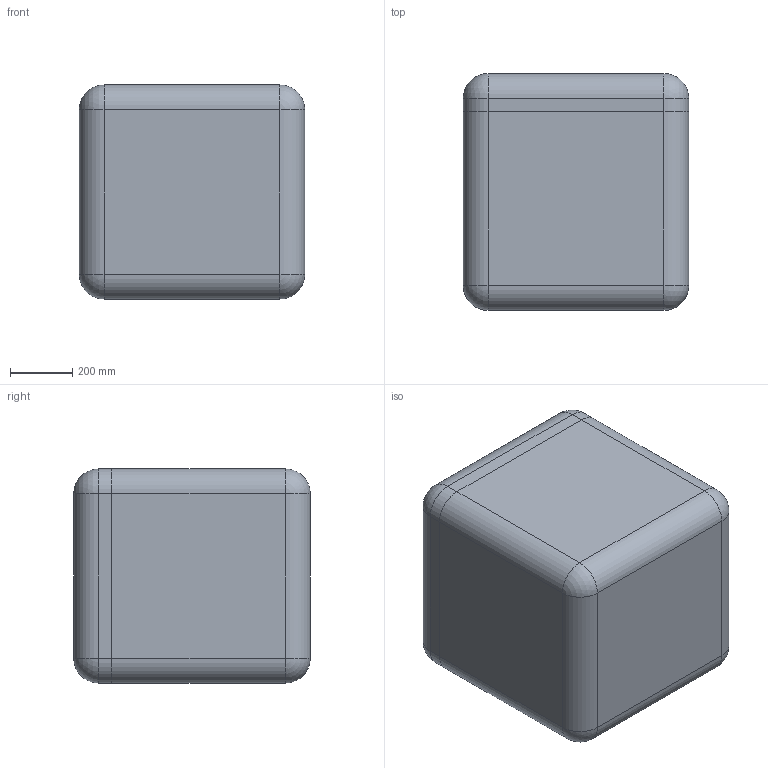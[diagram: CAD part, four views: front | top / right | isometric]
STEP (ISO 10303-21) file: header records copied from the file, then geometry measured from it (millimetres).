
FILE_DESCRIPTION (( 'STEP AP214' ), '1' );
FILE_NAME ('Òðàíñïîðòíûé êîíòåéíåð ÀÄÌÈÐÀË® ÏÐÎÔÅÑÑÈÎÍÀËÜÍÛÅ 291_óïðîùåííàÿ 3D-ìîäåëü.STEP', '2025-09-16T07:35:41', ( '' ), ( '' ), 'SwSTEP 2.0', 'SolidWorks 2021', '' );
FILE_SCHEMA (( 'AUTOMOTIVE_DESIGN' ));
Length unit declared in the file: millimetre
Products named in the file (3): Lid_63_REV2; Base 293; Òðàíñïîðòíûé êîíòåéíåð ÀÄÌÈÐÀË® ÏÐÎÔÅÑÑÈÎÍÀËÜÍÛÅ 291_óïðîùåííàÿ 3D-ìîäåëü
Assembly tree (2 placements, depth 2):
  Òðàíñïîðòíûé êîíòåéíåð ÀÄÌÈÐÀË® ÏÐÎÔÅÑÑÈÎÍÀËÜÍÛÅ 291_óïðîùåííàÿ 3D-ìîäåëü
    Base 293
    Lid_63_REV2
Bounding box: 727.36 x 762.74 x 690.7 mm (x, y, z)
Volume: 138166514.3 mm3; surface area: 6206048.2 mm2
Topology: 2 solids, 2 shells, 1347 faces, 3276 edges, 1872 vertices
Faces by surface type: cylinder 520, bspline 364, plane 275, torus 136, cone 32, sphere 20
Entity records: 78726 total; most frequent: CARTESIAN_POINT 49974, ORIENTED_EDGE 6408, DIRECTION 5564, EDGE_CURVE 3204, AXIS2_PLACEMENT_3D 2172, VERTEX_POINT 1872, EDGE_LOOP 1362, FACE_OUTER_BOUND 1347
